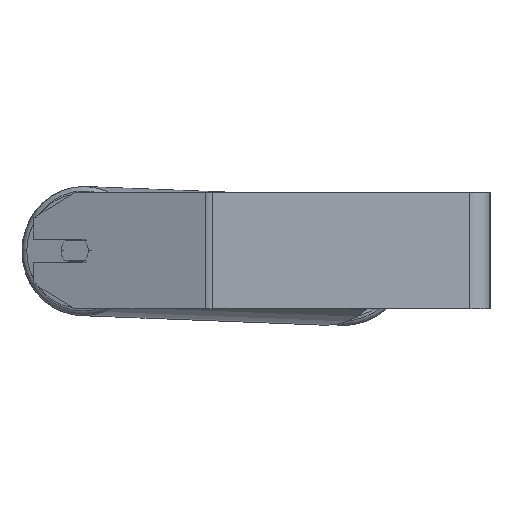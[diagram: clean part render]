
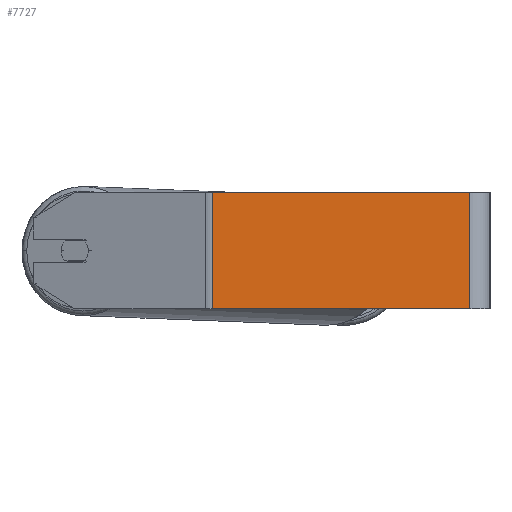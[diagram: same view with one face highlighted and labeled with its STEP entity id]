
A CAD part, left-side view. The second image highlights one B-rep face of the part: STEP entity #7727.
In plain terms, the highlighted planar face has unit normal (-1, 0, 0).
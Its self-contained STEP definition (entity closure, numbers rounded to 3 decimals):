
#39 = LINE ( 'NONE', #4252, #1487 ) ;
#179 = ORIENTED_EDGE ( 'NONE', *, *, #1246, .F. ) ;
#503 = FACE_OUTER_BOUND ( 'NONE', #8724, .T. ) ;
#552 = PLANE ( 'NONE',  #2681 ) ;
#1140 = VECTOR ( 'NONE', #5691, 1000. ) ;
#1246 = EDGE_CURVE ( 'NONE', #5419, #3902, #39, .T. ) ;
#1373 = VERTEX_POINT ( 'NONE', #8369 ) ;
#1391 = CARTESIAN_POINT ( 'NONE',  ( -800., 14., -40. ) ) ;
#1487 = VECTOR ( 'NONE', #6947, 1000. ) ;
#1793 = ORIENTED_EDGE ( 'NONE', *, *, #2492, .F. ) ;
#2203 = DIRECTION ( 'NONE',  ( 0., 0., -1. ) ) ;
#2492 = EDGE_CURVE ( 'NONE', #3902, #3533, #4288, .T. ) ;
#2681 = AXIS2_PLACEMENT_3D ( 'NONE', #3244, #6604, #5939 ) ;
#2776 = CARTESIAN_POINT ( 'NONE',  ( -800., 191.147, 40. ) ) ;
#3244 = CARTESIAN_POINT ( 'NONE',  ( -800., 193.616, 40. ) ) ;
#3533 = VERTEX_POINT ( 'NONE', #1391 ) ;
#3895 = CARTESIAN_POINT ( 'NONE',  ( -800., 14., 40. ) ) ;
#3902 = VERTEX_POINT ( 'NONE', #3895 ) ;
#4252 = CARTESIAN_POINT ( 'NONE',  ( -800., 193.616, 40. ) ) ;
#4288 = LINE ( 'NONE', #7696, #7286 ) ;
#4422 = CARTESIAN_POINT ( 'NONE',  ( -800., 191.147, 40. ) ) ;
#4985 = LINE ( 'NONE', #8362, #1140 ) ;
#5419 = VERTEX_POINT ( 'NONE', #4422 ) ;
#5473 = VECTOR ( 'NONE', #2203, 1000. ) ;
#5691 = DIRECTION ( 'NONE',  ( 0., -1., 0. ) ) ;
#5697 = DIRECTION ( 'NONE',  ( 0., 0., -1. ) ) ;
#5896 = EDGE_CURVE ( 'NONE', #5419, #1373, #8084, .T. ) ;
#5939 = DIRECTION ( 'NONE',  ( 0., 0., -1. ) ) ;
#6604 = DIRECTION ( 'NONE',  ( 1., 0., 0. ) ) ;
#6947 = DIRECTION ( 'NONE',  ( 0., -1., 0. ) ) ;
#7286 = VECTOR ( 'NONE', #5697, 1000. ) ;
#7696 = CARTESIAN_POINT ( 'NONE',  ( -800., 14., 40. ) ) ;
#7727 = ADVANCED_FACE ( 'NONE', ( #503 ), #552, .F. ) ;
#8084 = LINE ( 'NONE', #2776, #5473 ) ;
#8334 = EDGE_CURVE ( 'NONE', #1373, #3533, #4985, .T. ) ;
#8362 = CARTESIAN_POINT ( 'NONE',  ( -800., 193.616, -40. ) ) ;
#8369 = CARTESIAN_POINT ( 'NONE',  ( -800., 191.147, -40. ) ) ;
#8501 = ORIENTED_EDGE ( 'NONE', *, *, #5896, .T. ) ;
#8571 = ORIENTED_EDGE ( 'NONE', *, *, #8334, .T. ) ;
#8724 = EDGE_LOOP ( 'NONE', ( #8571, #1793, #179, #8501 ) ) ;
